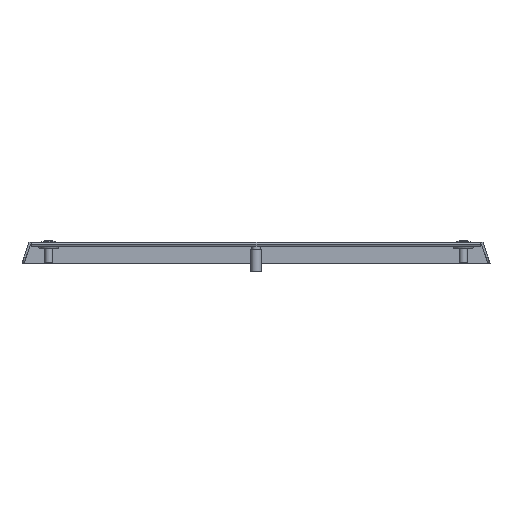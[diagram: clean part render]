
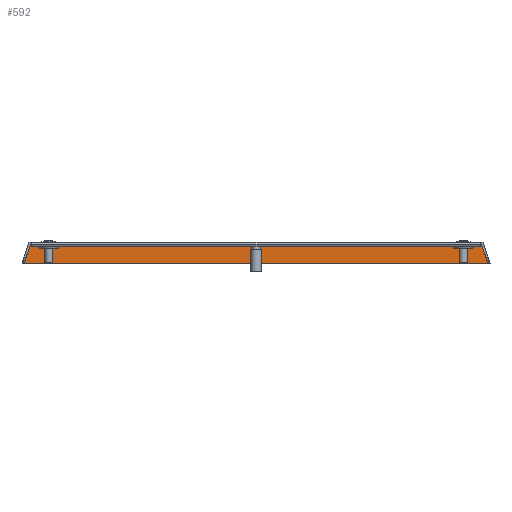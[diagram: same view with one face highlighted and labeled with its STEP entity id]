
A CAD part, front view. The second image highlights one B-rep face of the part: STEP entity #592.
In plain terms, the highlighted planar face has unit normal (0, -1, 0).
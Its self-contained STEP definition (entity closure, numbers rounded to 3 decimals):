
#301 = LINE ( 'NONE', #2868, #801 ) ;
#305 = LINE ( 'NONE', #686, #466 ) ;
#323 = EDGE_CURVE ( 'NONE', #4168, #2107, #301, .T. ) ;
#402 = EDGE_LOOP ( 'NONE', ( #3409, #5055, #1898, #5474 ) ) ;
#466 = VECTOR ( 'NONE', #5464, 1000. ) ;
#592 = ADVANCED_FACE ( 'NONE', ( #3671 ), #2721, .F. ) ;
#620 = LINE ( 'NONE', #2026, #805 ) ;
#660 = EDGE_CURVE ( 'NONE', #5271, #4168, #620, .T. ) ;
#686 = CARTESIAN_POINT ( 'NONE',  ( 140.103, 600.4, 86.364 ) ) ;
#696 = CARTESIAN_POINT ( 'NONE',  ( 173.363, 600.4, -16. ) ) ;
#801 = VECTOR ( 'NONE', #1547, 1000. ) ;
#805 = VECTOR ( 'NONE', #5484, 1000. ) ;
#981 = CARTESIAN_POINT ( 'NONE',  ( 168.651, 600.4, -1.5 ) ) ;
#1484 = DIRECTION ( 'NONE',  ( 0., 0., 1. ) ) ;
#1547 = DIRECTION ( 'NONE',  ( 0.309, 0., 0.951 ) ) ;
#1558 = CARTESIAN_POINT ( 'NONE',  ( -173.363, 600.4, -16. ) ) ;
#1649 = CARTESIAN_POINT ( 'NONE',  ( -168.651, 600.4, -1.5 ) ) ;
#1812 = AXIS2_PLACEMENT_3D ( 'NONE', #4467, #5396, #1484 ) ;
#1841 = EDGE_CURVE ( 'NONE', #2910, #2107, #2551, .T. ) ;
#1898 = ORIENTED_EDGE ( 'NONE', *, *, #1841, .T. ) ;
#2026 = CARTESIAN_POINT ( 'NONE',  ( 0., 600.4, -16. ) ) ;
#2107 = VERTEX_POINT ( 'NONE', #1649 ) ;
#2551 = LINE ( 'NONE', #5140, #2927 ) ;
#2578 = DIRECTION ( 'NONE',  ( -1., 0., 0. ) ) ;
#2721 = PLANE ( 'NONE',  #1812 ) ;
#2868 = CARTESIAN_POINT ( 'NONE',  ( -173.513, 600.4, -16.464 ) ) ;
#2910 = VERTEX_POINT ( 'NONE', #981 ) ;
#2927 = VECTOR ( 'NONE', #2578, 1000. ) ;
#3409 = ORIENTED_EDGE ( 'NONE', *, *, #660, .F. ) ;
#3671 = FACE_OUTER_BOUND ( 'NONE', #402, .T. ) ;
#4168 = VERTEX_POINT ( 'NONE', #1558 ) ;
#4467 = CARTESIAN_POINT ( 'NONE',  ( -174.94, 600.4, -16. ) ) ;
#5055 = ORIENTED_EDGE ( 'NONE', *, *, #5586, .F. ) ;
#5140 = CARTESIAN_POINT ( 'NONE',  ( 0., 600.4, -1.5 ) ) ;
#5271 = VERTEX_POINT ( 'NONE', #696 ) ;
#5396 = DIRECTION ( 'NONE',  ( 0., 1., 0. ) ) ;
#5464 = DIRECTION ( 'NONE',  ( 0.309, 0., -0.951 ) ) ;
#5474 = ORIENTED_EDGE ( 'NONE', *, *, #323, .F. ) ;
#5484 = DIRECTION ( 'NONE',  ( -1., 0., 0. ) ) ;
#5586 = EDGE_CURVE ( 'NONE', #2910, #5271, #305, .T. ) ;
